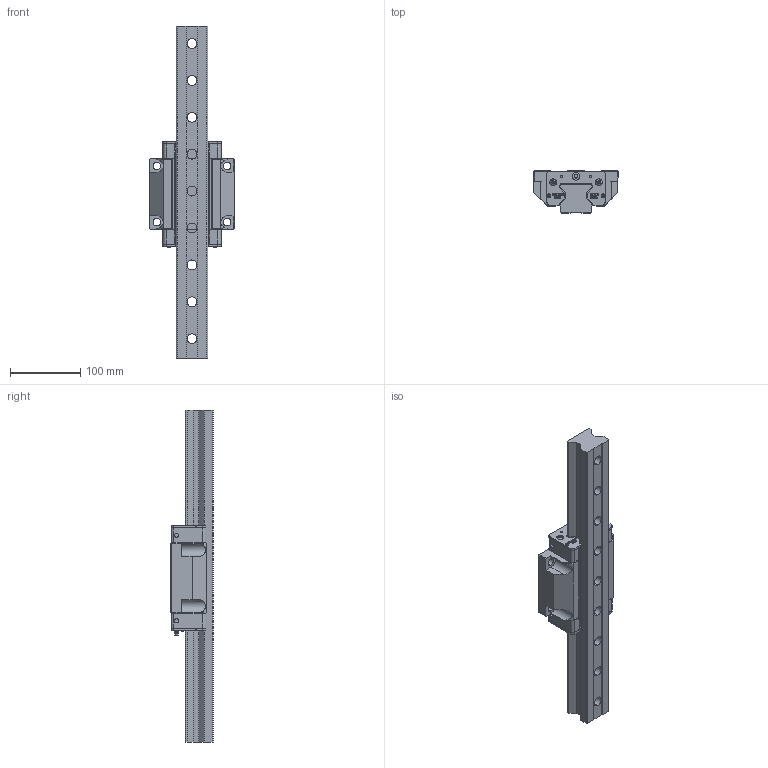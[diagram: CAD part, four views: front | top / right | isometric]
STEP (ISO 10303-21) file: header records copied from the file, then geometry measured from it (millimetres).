
FILE_DESCRIPTION (( 'STEP AP214' ), '1' );
FILE_NAME ('SBR45FL ASSY - 嫦歎辨.STEP', '2023-10-24T02:46:25', ( 'Windows 餌辨濠' ), ( '' ), 'SwSTEP 2.0', 'SolidWorks 2013', '' );
FILE_SCHEMA (( 'AUTOMOTIVE_DESIGN' ));
Length unit declared in the file: millimetre
Products named in the file (11): SBR 45 END PLATE R01 - 嫦歎辨; SBR 45 END SEAL-嫦歎辨; SRBOLT-M3x30L_SS400^SBR45FL ASSY - 嫦歎辨; SRBOLT-M5x30L_SS400^SBR45FL ASSY - 嫦歎辨; SBR-45-RT-SN-M6000-R10 (BOTTOM SEAL L); SBR-45-RT-NBR_L; SBR-45-RT-PRESS_SUS301_L; NIPPLE; SBR 45 FL BL; SBR45 RAIL; SBR45FL ASSY - 嫦歎辨
Assembly tree (19 placements, depth 3):
  SBR45FL ASSY - 嫦歎辨
    SBR45 RAIL
    SBR 45 FL BL
    NIPPLE
    SBR-45-RT-SN-M6000-R10 (BOTTOM SEAL L)  x2
      SBR-45-RT-PRESS_SUS301_L
      SBR-45-RT-NBR_L
    SRBOLT-M5x30L_SS400^SBR45FL ASSY - 嫦歎辨  x4
    SRBOLT-M3x30L_SS400^SBR45FL ASSY - 嫦歎辨  x4
    SBR 45 END SEAL-嫦歎辨  x2
    SBR 45 END PLATE R01 - 嫦歎辨  x2
Bounding box: 120 x 60 x 472.5 mm (x, y, z)
Volume: 1120784.6 mm3; surface area: 224797.3 mm2
Topology: 20 solids, 20 shells, 2420 faces, 6289 edges, 4101 vertices
Faces by surface type: plane 1532, bspline 438, cylinder 296, cone 72, torus 62, sphere 20
Entity records: 51784 total; most frequent: CARTESIAN_POINT 20132, ORIENTED_EDGE 6728, DIRECTION 5600, EDGE_CURVE 3364, VECTOR 2426, LINE 2426, VERTEX_POINT 2211, AXIS2_PLACEMENT_3D 1587
